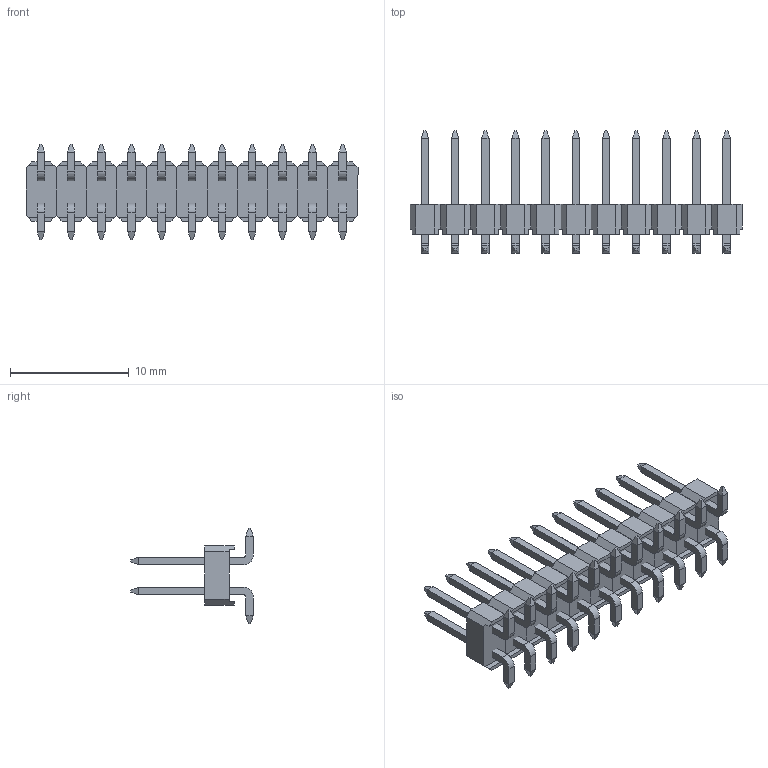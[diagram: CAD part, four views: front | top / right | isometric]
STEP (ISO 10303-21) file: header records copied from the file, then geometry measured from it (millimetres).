
FILE_DESCRIPTION (( 'STEP AP214' ), '1' );
FILE_NAME ('User Library-22-pin SMT header.STEP', '2017-12-17T09:40:32', ( '' ), ( '' ), 'SwSTEP 2.0', 'SolidWorks 2018', '' );
FILE_SCHEMA (( 'AUTOMOTIVE_DESIGN' ));
Length unit declared in the file: millimetre
Products named in the file (3): User Library-22-pin SMT header_Single plastic support; User Library-22-pin SMT header_Single pin; User Library-22-pin SMT header
Assembly tree (33 placements, depth 2):
  User Library-22-pin SMT header
    User Library-22-pin SMT header_Single pin  x22
    User Library-22-pin SMT header_Single plastic support  x11
Bounding box: 27.94 x 10.31 x 8 mm (x, y, z)
Volume: 388.2 mm3; surface area: 1305.6 mm2
Topology: 33 solids, 33 shells, 550 faces, 1276 edges, 792 vertices
Faces by surface type: plane 506, cylinder 44
Entity records: 1610 total; most frequent: DIRECTION 216, CARTESIAN_POINT 192, ORIENTED_EDGE 152, EDGE_CURVE 76, LINE 72, AXIS2_PLACEMENT_3D 72, VECTOR 72, VERTEX_POINT 48
